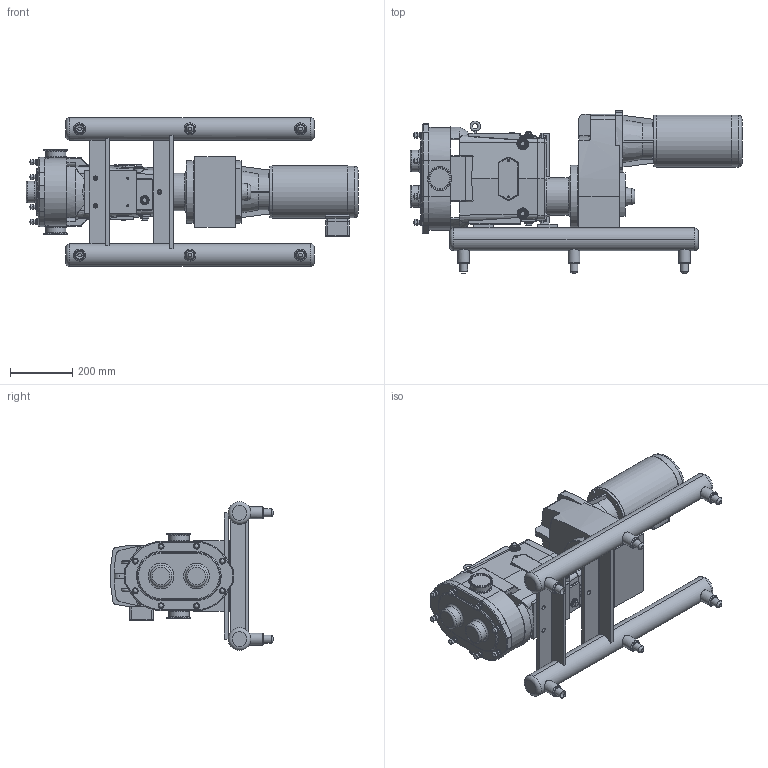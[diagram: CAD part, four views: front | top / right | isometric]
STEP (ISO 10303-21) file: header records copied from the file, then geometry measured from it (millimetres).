
FILE_DESCRIPTION(/* description */ (''),/* implementation_level */ '2;1');
FILE_NAME(/* name */ 'U1_060U1_145TC_2.5x2.5_S-Line_1.5HP_LH_SM.stp',/* time_stamp */ '2021-05-24T16:22:37+06:00',/* author */ ('trtmhr'),/* organization */ (''),/* preprocessor_version */ 'ST-DEVELOPER v18.1',/* originating_system */ 'Autodesk Inventor 2020',/* authorisation */ '');
FILE_SCHEMA (('AUTOMOTIVE_DESIGN { 1 0 10303 214 3 1 1 }'));
Length unit declared in the file: inch
Products named in the file (1): U1_060U1_145TC_2.5x2.5_S-Line_1.5HP_LH_SM
Bounding box: 1068.74 x 524.67 x 479.43 mm (x, y, z)
Volume: 48047691.8 mm3; surface area: 1848145.5 mm2
Topology: 2 solids, 2 shells, 1041 faces, 2766 edges, 1811 vertices
Faces by surface type: plane 486, cylinder 280, bspline 102, torus 93, cone 64, sphere 16
Full cylindrical faces by diameter (mm): 6.35 x4, 7.62 x2, 7.798 x1, 14.275 x8, 14.3 x3, 15.24 x1, 19.05 x8, 23.876 x3, 25.4 x11, 29.21 x2, 31.75 x3, 35.052 x6, 38.1 x6, 63.5 x2, 65.761 x2, 65.786 x2, 66.777 x2, 69.596 x2, 77.495 x2, 120.65 x1, 165.989 x1, 166.116 x1, 168.402 x1, 200 x1, 200.152 x1
Entity records: 36094 total; most frequent: CARTESIAN_POINT 9934, ORIENTED_EDGE 5502, DIRECTION 5468, EDGE_CURVE 2751, AXIS2_PLACEMENT_3D 2070, VERTEX_POINT 1811, LINE 1328, VECTOR 1328
